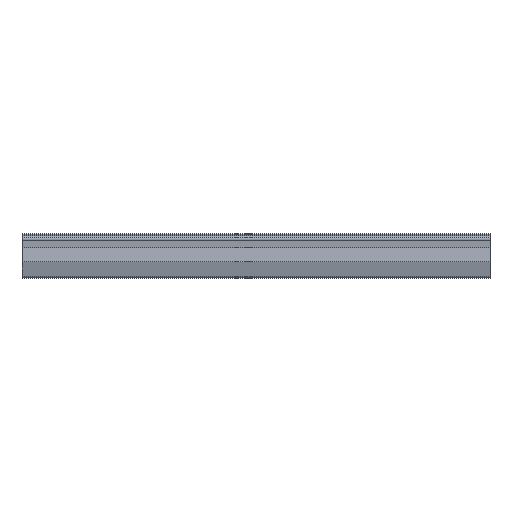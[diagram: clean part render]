
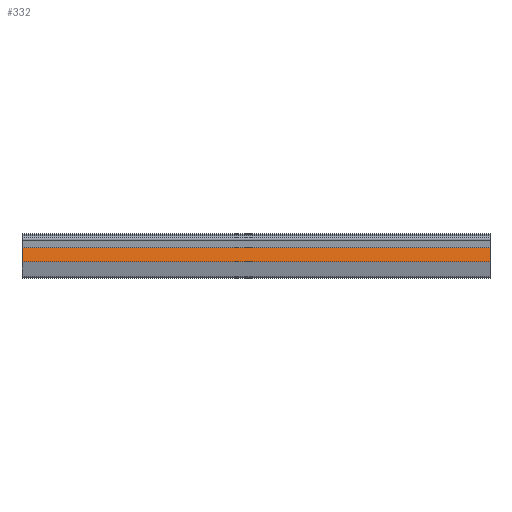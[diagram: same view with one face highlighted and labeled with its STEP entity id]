
A CAD part, front view. The second image highlights one B-rep face of the part: STEP entity #332.
In plain terms, the highlighted planar face has unit normal (0, -0.993, 0.116).
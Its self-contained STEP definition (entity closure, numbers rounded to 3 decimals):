
#301 = VERTEX_POINT ( 'NONE', #740 ) ;
#308 = ORIENTED_EDGE ( 'NONE', *, *, #324, .F. ) ;
#309 = ORIENTED_EDGE ( 'NONE', *, *, #311, .T. ) ;
#311 = EDGE_CURVE ( 'NONE', #335, #320, #762, .T. ) ;
#312 = EDGE_CURVE ( 'NONE', #320, #301, #751, .T. ) ;
#320 = VERTEX_POINT ( 'NONE', #744 ) ;
#324 = EDGE_CURVE ( 'NONE', #335, #333, #785, .T. ) ;
#327 = EDGE_LOOP ( 'NONE', ( #330, #366, #308, #309 ) ) ;
#330 = ORIENTED_EDGE ( 'NONE', *, *, #312, .T. ) ;
#332 = ADVANCED_FACE ( 'NONE', ( #827 ), #871, .F. ) ;
#333 = VERTEX_POINT ( 'NONE', #846 ) ;
#335 = VERTEX_POINT ( 'NONE', #889 ) ;
#339 = EDGE_CURVE ( 'NONE', #333, #301, #826, .T. ) ;
#366 = ORIENTED_EDGE ( 'NONE', *, *, #339, .F. ) ;
#740 = CARTESIAN_POINT ( 'NONE',  ( 0., -4.5, -1.5 ) ) ;
#744 = CARTESIAN_POINT ( 'NONE',  ( 0., -4.15, 1.5 ) ) ;
#749 = VECTOR ( 'NONE', #768, 1000. ) ;
#750 = CARTESIAN_POINT ( 'NONE',  ( 0., -4.15, 1.5 ) ) ;
#751 = LINE ( 'NONE', #750, #749 ) ;
#752 = DIRECTION ( 'NONE',  ( -1., 0., 0. ) ) ;
#753 = VECTOR ( 'NONE', #752, 1000. ) ;
#754 = CARTESIAN_POINT ( 'NONE',  ( 100., -4.15, 1.5 ) ) ;
#762 = LINE ( 'NONE', #754, #753 ) ;
#768 = DIRECTION ( 'NONE',  ( 0., -0.116, -0.993 ) ) ;
#785 = LINE ( 'NONE', #796, #800 ) ;
#793 = DIRECTION ( 'NONE',  ( 0., -0.116, -0.993 ) ) ;
#796 = CARTESIAN_POINT ( 'NONE',  ( 100., -4.15, 1.5 ) ) ;
#800 = VECTOR ( 'NONE', #793, 1000. ) ;
#826 = LINE ( 'NONE', #838, #869 ) ;
#827 = FACE_OUTER_BOUND ( 'NONE', #327, .T. ) ;
#838 = CARTESIAN_POINT ( 'NONE',  ( 100., -4.5, -1.5 ) ) ;
#846 = CARTESIAN_POINT ( 'NONE',  ( 100., -4.5, -1.5 ) ) ;
#868 = DIRECTION ( 'NONE',  ( -1., 0., 0. ) ) ;
#869 = VECTOR ( 'NONE', #868, 1000. ) ;
#871 = PLANE ( 'NONE',  #880 ) ;
#877 = DIRECTION ( 'NONE',  ( 0., 0.116, 0.993 ) ) ;
#878 = DIRECTION ( 'NONE',  ( 0., 0.993, -0.116 ) ) ;
#879 = CARTESIAN_POINT ( 'NONE',  ( 100., -4.15, 1.5 ) ) ;
#880 = AXIS2_PLACEMENT_3D ( 'NONE', #879, #878, #877 ) ;
#889 = CARTESIAN_POINT ( 'NONE',  ( 100., -4.15, 1.5 ) ) ;
